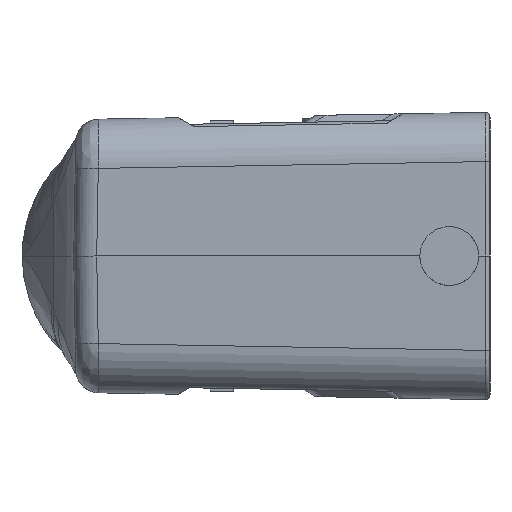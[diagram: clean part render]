
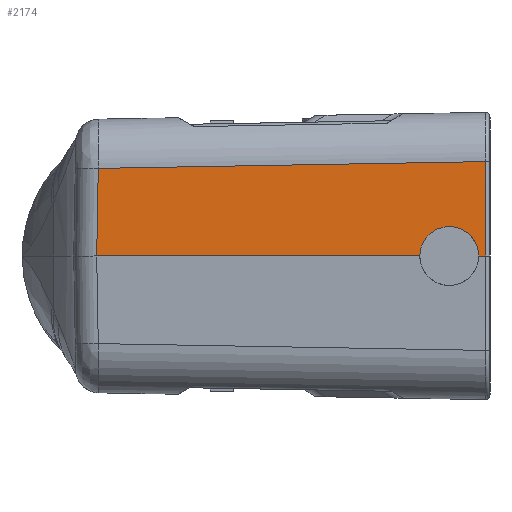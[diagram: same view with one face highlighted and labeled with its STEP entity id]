
A CAD part, left-side view. The second image highlights one B-rep face of the part: STEP entity #2174.
In plain terms, the highlighted planar face has unit normal (-1, 0.018, 0.017).
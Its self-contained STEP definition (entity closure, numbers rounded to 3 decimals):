
#463=PLANE('',#7197);
#1151=LINE('',#11580,#1759);
#1172=LINE('',#11667,#1780);
#1183=LINE('',#11814,#1791);
#1184=LINE('',#11816,#1792);
#1185=LINE('',#11818,#1793);
#1759=VECTOR('',#8685,1.);
#1780=VECTOR('',#8764,1.);
#1791=VECTOR('',#8795,1.);
#1792=VECTOR('',#8798,1.);
#1793=VECTOR('',#8799,1.);
#2174=ADVANCED_FACE('',(#2559),#463,.T.);
#2559=FACE_OUTER_BOUND('',#2968,.T.);
#2968=EDGE_LOOP('',(#4624,#4625,#4626,#4627,#4628,#4629));
#3109=ELLIPSE('',#7196,4.401,4.4);
#4624=ORIENTED_EDGE('',*,*,#6394,.T.);
#4625=ORIENTED_EDGE('',*,*,#6339,.T.);
#4626=ORIENTED_EDGE('',*,*,#6375,.F.);
#4627=ORIENTED_EDGE('',*,*,#6393,.F.);
#4628=ORIENTED_EDGE('',*,*,#6395,.T.);
#4629=ORIENTED_EDGE('',*,*,#6396,.T.);
#5475=VERTEX_POINT('',#11263);
#5489=VERTEX_POINT('',#11551);
#5491=VERTEX_POINT('',#11574);
#5494=VERTEX_POINT('',#11579);
#5523=VERTEX_POINT('',#11817);
#5524=VERTEX_POINT('',#11819);
#6339=EDGE_CURVE('',#5491,#5494,#1151,.T.);
#6375=EDGE_CURVE('',#5489,#5494,#1172,.T.);
#6393=EDGE_CURVE('',#5475,#5489,#1183,.T.);
#6394=EDGE_CURVE('',#5523,#5491,#1184,.T.);
#6395=EDGE_CURVE('',#5475,#5524,#1185,.T.);
#6396=EDGE_CURVE('',#5524,#5523,#3109,.T.);
#7196=AXIS2_PLACEMENT_3D('',#11820,#8800,#8801);
#7197=AXIS2_PLACEMENT_3D('',#11821,#8802,#8803);
#8685=DIRECTION('',(0.017,0.,1.));
#8764=DIRECTION('',(-0.017,-1.,0.017));
#8795=DIRECTION('',(0.017,-0.017,1.));
#8798=DIRECTION('',(-0.017,-1.,0.));
#8799=DIRECTION('',(-0.017,-1.,0.));
#8800=DIRECTION('',(1.,-0.017,-0.017));
#8801=DIRECTION('',(-0.025,-0.707,-0.707));
#8802=DIRECTION('',(-1.,0.017,0.017));
#8803=DIRECTION('',(0.017,1.,0.));
#11263=CARTESIAN_POINT('',(-58.978,128.562,0.));
#11551=CARTESIAN_POINT('',(-58.753,128.333,13.114));
#11574=CARTESIAN_POINT('',(-59.995,70.309,0.));
#11579=CARTESIAN_POINT('',(-59.748,70.309,14.127));
#11580=CARTESIAN_POINT('',(-59.57,70.309,24.334));
#11667=CARTESIAN_POINT('',(-59.757,69.801,14.135));
#11814=CARTESIAN_POINT('',(-58.543,128.119,25.331));
#11816=CARTESIAN_POINT('',(-59.976,71.4,0.));
#11817=CARTESIAN_POINT('',(-59.976,71.4,0.));
#11818=CARTESIAN_POINT('',(-58.978,128.562,0.));
#11819=CARTESIAN_POINT('',(-59.822,80.2,0.));
#11820=CARTESIAN_POINT('',(-59.899,75.8,0.));
#11821=CARTESIAN_POINT('',(-59.575,70.,24.335));
